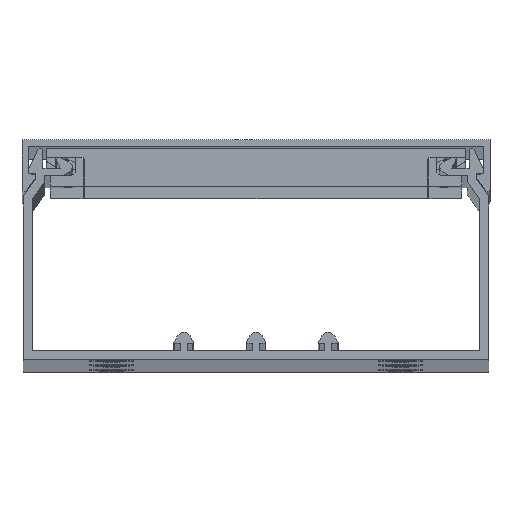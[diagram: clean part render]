
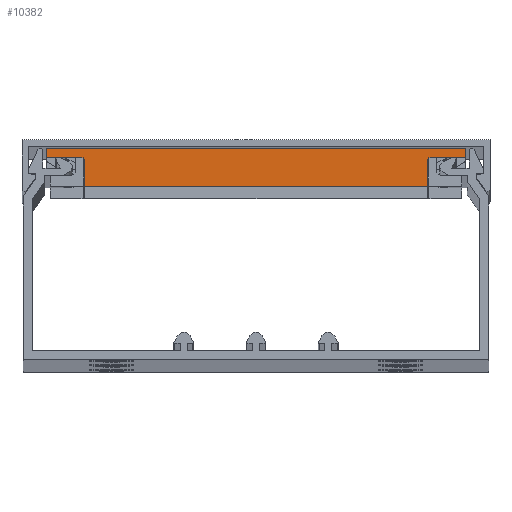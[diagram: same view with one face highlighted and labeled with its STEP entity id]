
A CAD part, top view. The second image highlights one B-rep face of the part: STEP entity #10382.
In plain terms, the highlighted face is planar.
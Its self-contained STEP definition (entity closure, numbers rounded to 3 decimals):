
#286 = LINE ( 'NONE', #8086, #2090 ) ;
#472 = CARTESIAN_POINT ( 'NONE',  ( 47.4, 7., -18. ) ) ;
#582 = VECTOR ( 'NONE', #10740, 1000. ) ;
#746 = CARTESIAN_POINT ( 'NONE',  ( 58.1, 8., -18. ) ) ;
#793 = EDGE_CURVE ( 'NONE', #1790, #5920, #897, .T. ) ;
#829 = ORIENTED_EDGE ( 'NONE', *, *, #7214, .F. ) ;
#897 = LINE ( 'NONE', #6091, #12863 ) ;
#1157 = DIRECTION ( 'NONE',  ( -1., 0., 0. ) ) ;
#1319 = ORIENTED_EDGE ( 'NONE', *, *, #1525, .F. ) ;
#1449 = VERTEX_POINT ( 'NONE', #4384 ) ;
#1525 = EDGE_CURVE ( 'NONE', #8214, #5920, #12849, .T. ) ;
#1622 = CARTESIAN_POINT ( 'NONE',  ( -48.4, 8., -18. ) ) ;
#1790 = VERTEX_POINT ( 'NONE', #7118 ) ;
#1902 = CARTESIAN_POINT ( 'NONE',  ( 58.1, 10.5, -18. ) ) ;
#1916 = EDGE_CURVE ( 'NONE', #7101, #1449, #10112, .T. ) ;
#1926 = VERTEX_POINT ( 'NONE', #746 ) ;
#2090 = VECTOR ( 'NONE', #5166, 1000. ) ;
#2665 = ORIENTED_EDGE ( 'NONE', *, *, #9703, .F. ) ;
#2739 = CARTESIAN_POINT ( 'NONE',  ( 58.1, 8., -18. ) ) ;
#2818 = PLANE ( 'NONE',  #8916 ) ;
#3154 = DIRECTION ( 'NONE',  ( 0., 0., -1. ) ) ;
#3181 = ORIENTED_EDGE ( 'NONE', *, *, #4303, .T. ) ;
#3241 = VECTOR ( 'NONE', #7755, 1000. ) ;
#3301 = AXIS2_PLACEMENT_3D ( 'NONE', #6355, #9155, #5321 ) ;
#3357 = DIRECTION ( 'NONE',  ( 1., 0., 0. ) ) ;
#3675 = ORIENTED_EDGE ( 'NONE', *, *, #4063, .F. ) ;
#3837 = VECTOR ( 'NONE', #10736, 1000. ) ;
#3936 = DIRECTION ( 'NONE',  ( 1., 0., 0. ) ) ;
#4063 = EDGE_CURVE ( 'NONE', #5074, #11501, #286, .T. ) ;
#4303 = EDGE_CURVE ( 'NONE', #9759, #1926, #8858, .T. ) ;
#4312 = ORIENTED_EDGE ( 'NONE', *, *, #1916, .F. ) ;
#4384 = CARTESIAN_POINT ( 'NONE',  ( 48.4, 8., -18. ) ) ;
#4453 = CARTESIAN_POINT ( 'NONE',  ( -58.1, 8., -18. ) ) ;
#4610 = ORIENTED_EDGE ( 'NONE', *, *, #5480, .F. ) ;
#4627 = VERTEX_POINT ( 'NONE', #1622 ) ;
#4759 = CARTESIAN_POINT ( 'NONE',  ( 47.4, 0., -18. ) ) ;
#4780 = CARTESIAN_POINT ( 'NONE',  ( -58.1, 10.5, -18. ) ) ;
#5074 = VERTEX_POINT ( 'NONE', #11629 ) ;
#5118 = ORIENTED_EDGE ( 'NONE', *, *, #7734, .F. ) ;
#5166 = DIRECTION ( 'NONE',  ( 0., -1., 0. ) ) ;
#5321 = DIRECTION ( 'NONE',  ( -1., 0., 0. ) ) ;
#5480 = EDGE_CURVE ( 'NONE', #11501, #4627, #5547, .T. ) ;
#5547 = LINE ( 'NONE', #4453, #10196 ) ;
#5865 = LINE ( 'NONE', #4780, #3241 ) ;
#5920 = VERTEX_POINT ( 'NONE', #12453 ) ;
#6089 = CARTESIAN_POINT ( 'NONE',  ( 58.1, 10.5, -18. ) ) ;
#6091 = CARTESIAN_POINT ( 'NONE',  ( -58.1, 0., -18. ) ) ;
#6182 = CARTESIAN_POINT ( 'NONE',  ( -58.1, 8., -18. ) ) ;
#6355 = CARTESIAN_POINT ( 'NONE',  ( -48.4, 7., -18. ) ) ;
#6492 = CARTESIAN_POINT ( 'NONE',  ( -47.4, 7., -18. ) ) ;
#6642 = LINE ( 'NONE', #4759, #9629 ) ;
#6782 = AXIS2_PLACEMENT_3D ( 'NONE', #9144, #3154, #3357 ) ;
#6849 = EDGE_CURVE ( 'NONE', #9759, #5074, #5865, .T. ) ;
#7101 = VERTEX_POINT ( 'NONE', #472 ) ;
#7118 = CARTESIAN_POINT ( 'NONE',  ( 47.4, 0., -18. ) ) ;
#7214 = EDGE_CURVE ( 'NONE', #1449, #1926, #9373, .T. ) ;
#7236 = VECTOR ( 'NONE', #7628, 1000. ) ;
#7628 = DIRECTION ( 'NONE',  ( 0., -1., 0. ) ) ;
#7699 = DIRECTION ( 'NONE',  ( 0., 0., 1. ) ) ;
#7734 = EDGE_CURVE ( 'NONE', #1790, #7101, #6642, .T. ) ;
#7755 = DIRECTION ( 'NONE',  ( -1., 0., 0. ) ) ;
#8086 = CARTESIAN_POINT ( 'NONE',  ( -58.1, 10.5, -18. ) ) ;
#8214 = VERTEX_POINT ( 'NONE', #6492 ) ;
#8280 = CIRCLE ( 'NONE', #3301, 1. ) ;
#8858 = LINE ( 'NONE', #1902, #7236 ) ;
#8916 = AXIS2_PLACEMENT_3D ( 'NONE', #12667, #7699, #3936 ) ;
#9144 = CARTESIAN_POINT ( 'NONE',  ( 48.4, 7., -18. ) ) ;
#9155 = DIRECTION ( 'NONE',  ( 0., 0., -1. ) ) ;
#9291 = ORIENTED_EDGE ( 'NONE', *, *, #6849, .F. ) ;
#9373 = LINE ( 'NONE', #2739, #3837 ) ;
#9629 = VECTOR ( 'NONE', #10542, 1000. ) ;
#9703 = EDGE_CURVE ( 'NONE', #4627, #8214, #8280, .T. ) ;
#9759 = VERTEX_POINT ( 'NONE', #6089 ) ;
#10112 = CIRCLE ( 'NONE', #6782, 1. ) ;
#10157 = EDGE_LOOP ( 'NONE', ( #4312, #5118, #10431, #1319, #2665, #4610, #3675, #9291, #3181, #829 ) ) ;
#10196 = VECTOR ( 'NONE', #10433, 1000. ) ;
#10382 = ADVANCED_FACE ( 'NONE', ( #11740 ), #2818, .F. ) ;
#10431 = ORIENTED_EDGE ( 'NONE', *, *, #793, .T. ) ;
#10433 = DIRECTION ( 'NONE',  ( 1., 0., 0. ) ) ;
#10542 = DIRECTION ( 'NONE',  ( 0., 1., 0. ) ) ;
#10736 = DIRECTION ( 'NONE',  ( 1., 0., 0. ) ) ;
#10740 = DIRECTION ( 'NONE',  ( 0., -1., 0. ) ) ;
#11501 = VERTEX_POINT ( 'NONE', #6182 ) ;
#11629 = CARTESIAN_POINT ( 'NONE',  ( -58.1, 10.5, -18. ) ) ;
#11728 = CARTESIAN_POINT ( 'NONE',  ( -47.4, 0., -18. ) ) ;
#11740 = FACE_OUTER_BOUND ( 'NONE', #10157, .T. ) ;
#12453 = CARTESIAN_POINT ( 'NONE',  ( -47.4, 0., -18. ) ) ;
#12667 = CARTESIAN_POINT ( 'NONE',  ( -58.1, 10.5, -18. ) ) ;
#12849 = LINE ( 'NONE', #11728, #582 ) ;
#12863 = VECTOR ( 'NONE', #1157, 1000. ) ;
